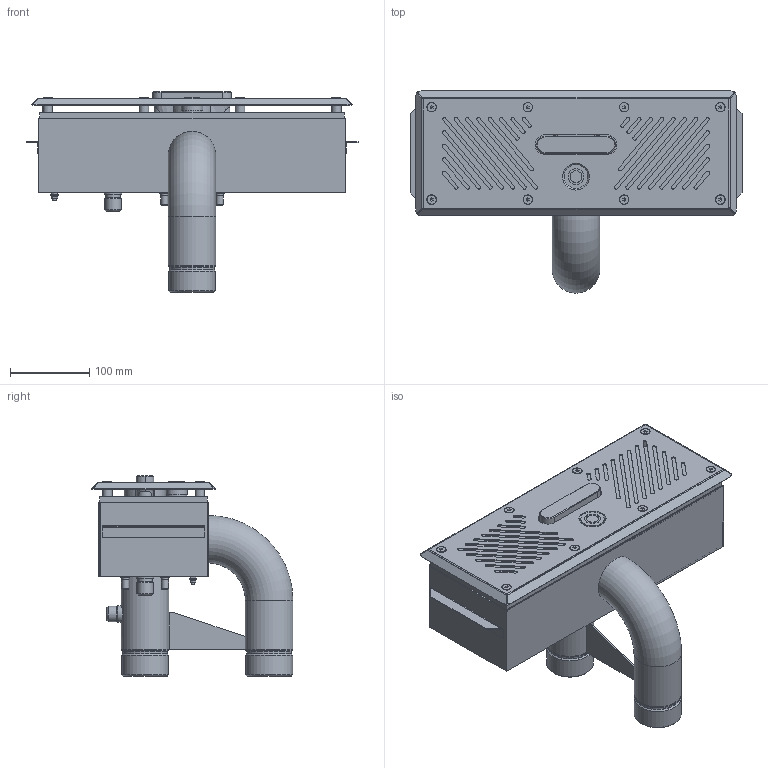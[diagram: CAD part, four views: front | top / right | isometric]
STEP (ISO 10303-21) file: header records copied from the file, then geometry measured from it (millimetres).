
FILE_DESCRIPTION (( 'STEP AP203' ), '1' );
FILE_NAME ('ﾏﾒﾓ.50.1.STEP', '2025-04-03T13:23:18', ( '' ), ( '' ), 'SwSTEP 2.0', 'SolidWorks 2022', '' );
FILE_SCHEMA (( 'CONFIG_CONTROL_DESIGN' ));
Length unit declared in the file: millimetre
Products named in the file (1): ПТУ.50.1
Bounding box: 420.1 x 255.5 x 254.1 mm (x, y, z)
Volume: 6007118 mm3; surface area: 678453.2 mm2
Topology: 17 solids, 29 shells, 707 faces, 1630 edges, 1025 vertices
Faces by surface type: plane 361, cylinder 215, cone 83, bspline 34, torus 14
Full cylindrical faces by diameter (mm): 3.3 x1, 4 x1, 4.02 x8, 4.2 x1, 4.3 x2, 4.917 x4, 5 x2, 6 x12, 6.4 x1, 7.2 x4, 8.9 x4, 9 x2, 10 x8, 11.57 x8, 12 x10, 12.5 x1, 13 x1, 14.584 x2, 15 x1, 15.3 x1, 18 x1, 19.5 x1, 20 x1, 21 x1, 21.3 x1, 22 x1, 25 x1, 26 x1, 27 x1, 30 x1
Entity records: 21801 total; most frequent: CARTESIAN_POINT 6681, DIRECTION 3121, ORIENTED_EDGE 2740, EDGE_CURVE 1370, AXIS2_PLACEMENT_3D 1212, EDGE_LOOP 1057, VERTEX_POINT 965, FACE_OUTER_BOUND 825
